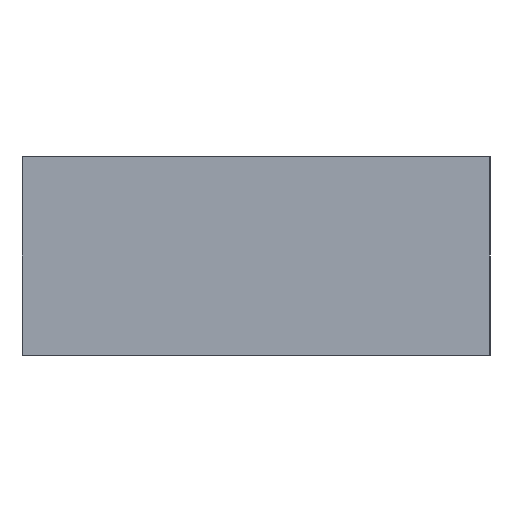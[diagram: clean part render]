
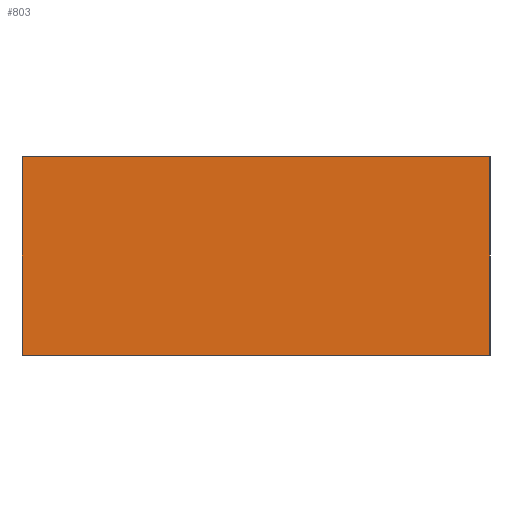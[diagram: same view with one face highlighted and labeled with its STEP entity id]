
A CAD part, left-side view. The second image highlights one B-rep face of the part: STEP entity #803.
In plain terms, the highlighted planar face has unit normal (-1, 0, 0).
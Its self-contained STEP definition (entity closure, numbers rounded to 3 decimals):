
#280 = EDGE_CURVE ( 'NONE', #392, #418, #720, .T. ) ;
#282 = EDGE_CURVE ( 'NONE', #418, #417, #725, .T. ) ;
#283 = EDGE_CURVE ( 'NONE', #419, #417, #728, .T. ) ;
#284 = EDGE_CURVE ( 'NONE', #392, #419, #723, .T. ) ;
#292 = AXIS2_PLACEMENT_3D ( 'NONE', #1053, #1065, #1066 ) ;
#392 = VERTEX_POINT ( 'NONE', #1034 ) ;
#417 = VERTEX_POINT ( 'NONE', #1059 ) ;
#418 = VERTEX_POINT ( 'NONE', #1060 ) ;
#419 = VERTEX_POINT ( 'NONE', #1055 ) ;
#520 = ORIENTED_EDGE ( 'NONE', *, *, #282, .T. ) ;
#521 = ORIENTED_EDGE ( 'NONE', *, *, #283, .F. ) ;
#522 = ORIENTED_EDGE ( 'NONE', *, *, #284, .F. ) ;
#523 = ORIENTED_EDGE ( 'NONE', *, *, #280, .T. ) ;
#580 = EDGE_LOOP ( 'NONE', ( #520, #521, #522, #523 ) ) ;
#720 = LINE ( 'NONE', #973, #724 ) ;
#723 = LINE ( 'NONE', #997, #733 ) ;
#724 = VECTOR ( 'NONE', #975, 1000. ) ;
#725 = LINE ( 'NONE', #977, #729 ) ;
#728 = LINE ( 'NONE', #850, #731 ) ;
#729 = VECTOR ( 'NONE', #852, 1000. ) ;
#731 = VECTOR ( 'NONE', #845, 1000. ) ;
#733 = VECTOR ( 'NONE', #843, 1000. ) ;
#752 = FACE_OUTER_BOUND ( 'NONE', #580, .T. ) ;
#803 = ADVANCED_FACE ( 'NONE', ( #752 ), #1067, .F. ) ;
#843 = DIRECTION ( 'NONE',  ( 0., 0., 1. ) ) ;
#845 = DIRECTION ( 'NONE',  ( 0., -1., 0. ) ) ;
#850 = CARTESIAN_POINT ( 'NONE',  ( -1.625, 0.825, 0.7 ) ) ;
#852 = DIRECTION ( 'NONE',  ( 0., 0., 1. ) ) ;
#973 = CARTESIAN_POINT ( 'NONE',  ( -1.625, 0.825, 0. ) ) ;
#975 = DIRECTION ( 'NONE',  ( 0., -1., 0. ) ) ;
#977 = CARTESIAN_POINT ( 'NONE',  ( -1.625, -0.825, 291599.965 ) ) ;
#997 = CARTESIAN_POINT ( 'NONE',  ( -1.625, 0.825, 291599.965 ) ) ;
#1034 = CARTESIAN_POINT ( 'NONE',  ( -1.625, 0.825, 0. ) ) ;
#1053 = CARTESIAN_POINT ( 'NONE',  ( -1.625, 0.825, 291599.965 ) ) ;
#1055 = CARTESIAN_POINT ( 'NONE',  ( -1.625, 0.825, 0.7 ) ) ;
#1059 = CARTESIAN_POINT ( 'NONE',  ( -1.625, -0.825, 0.7 ) ) ;
#1060 = CARTESIAN_POINT ( 'NONE',  ( -1.625, -0.825, 0. ) ) ;
#1065 = DIRECTION ( 'NONE',  ( 1., 0., 0. ) ) ;
#1066 = DIRECTION ( 'NONE',  ( 0., 0., -1. ) ) ;
#1067 = PLANE ( 'NONE',  #292 ) ;
